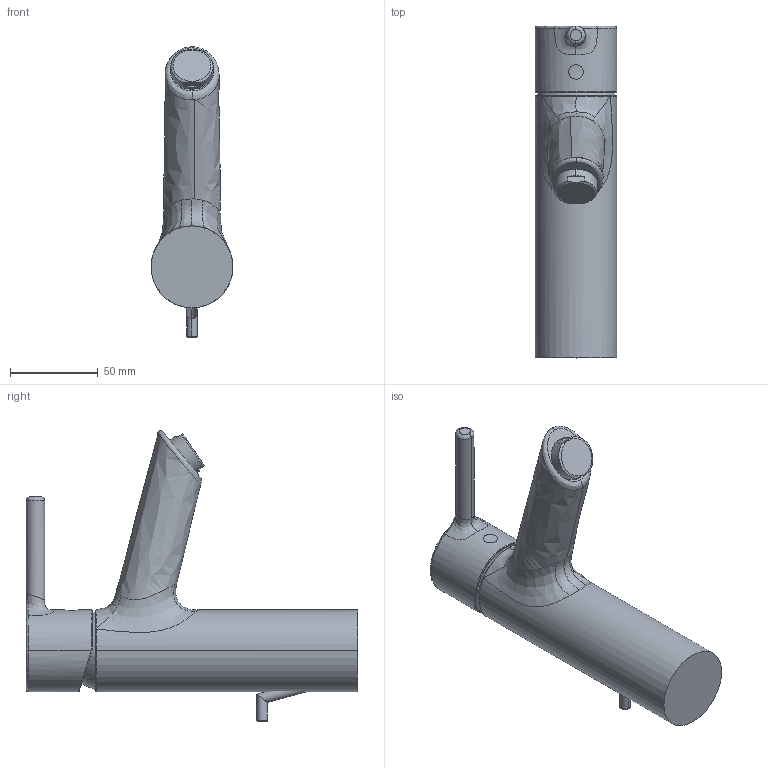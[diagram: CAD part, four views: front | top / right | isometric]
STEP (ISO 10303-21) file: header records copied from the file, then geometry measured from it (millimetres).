
FILE_DESCRIPTION (( 'STEP AP203' ), '1' );
FILE_NAME ('5256226700006(2023).STEP', '2023-09-04T10:53:07', ( '' ), ( '' ), 'SwSTEP 2.0', 'SolidWorks 2016', '' );
FILE_SCHEMA (( 'CONFIG_CONTROL_DESIGN' ));
Length unit declared in the file: millimetre
Products named in the file (1): 5256226700006(2023)
Bounding box: 46.5 x 188.5 x 165.09 mm (x, y, z)
Volume: 415107.9 mm3; surface area: 51342.7 mm2
Topology: 5 solids, 5 shells, 78 faces, 180 edges, 113 vertices
Faces by surface type: bspline 41, plane 19, cylinder 16, cone 2
Entity records: 10585 total; most frequent: CARTESIAN_POINT 9090, ORIENTED_EDGE 356, DIRECTION 183, EDGE_CURVE 178, VERTEX_POINT 113, B_SPLINE_CURVE_WITH_KNOTS 104, EDGE_LOOP 81, FACE_OUTER_BOUND 78
